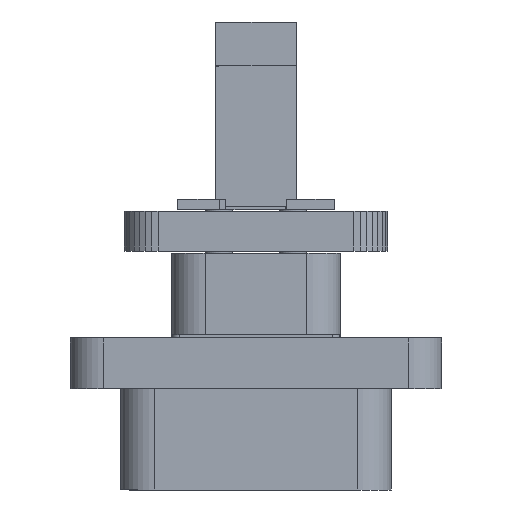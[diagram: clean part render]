
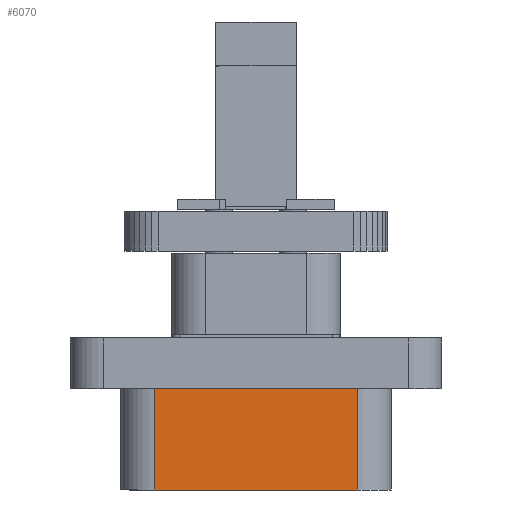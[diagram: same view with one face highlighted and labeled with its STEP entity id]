
A CAD part, left-side view. The second image highlights one B-rep face of the part: STEP entity #6070.
In plain terms, the highlighted planar face has unit normal (-1, 0, 0).
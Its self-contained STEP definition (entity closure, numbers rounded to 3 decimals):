
#748 = PLANE('',#749);
#749 = AXIS2_PLACEMENT_3D('',#750,#751,#752);
#750 = CARTESIAN_POINT('',(0.,0.,4.5));
#751 = DIRECTION('',(0.,0.,1.));
#752 = DIRECTION('',(1.,0.,-0.));
#4701 = VERTEX_POINT('',#4702);
#4702 = CARTESIAN_POINT('',(-13.8,3.,4.5));
#4712 = CYLINDRICAL_SURFACE('',#4713,1.);
#4713 = AXIS2_PLACEMENT_3D('',#4714,#4715,#4716);
#4714 = CARTESIAN_POINT('',(-12.8,3.,0.));
#4715 = DIRECTION('',(0.,0.,1.));
#4716 = DIRECTION('',(-0.707,0.707,0.));
#4764 = VERTEX_POINT('',#4765);
#4765 = CARTESIAN_POINT('',(-13.8,3.,1.5));
#4780 = PLANE('',#4781);
#4781 = AXIS2_PLACEMENT_3D('',#4782,#4783,#4784);
#4782 = CARTESIAN_POINT('',(0.,0.,1.5));
#4783 = DIRECTION('',(0.,0.,1.));
#4784 = DIRECTION('',(1.,0.,-0.));
#4796 = EDGE_CURVE('',#4764,#4701,#4797,.T.);
#4797 = SURFACE_CURVE('',#4798,(#4802,#4809),.PCURVE_S1.);
#4798 = LINE('',#4799,#4800);
#4799 = CARTESIAN_POINT('',(-13.8,3.,0.));
#4800 = VECTOR('',#4801,1.);
#4801 = DIRECTION('',(0.,0.,1.));
#4802 = PCURVE('',#4712,#4803);
#4803 = DEFINITIONAL_REPRESENTATION('',(#4804),#4808);
#4804 = LINE('',#4805,#4806);
#4805 = CARTESIAN_POINT('',(7.069,0.));
#4806 = VECTOR('',#4807,1.);
#4807 = DIRECTION('',(0.,1.));
#4808 = ( GEOMETRIC_REPRESENTATION_CONTEXT(2) 
PARAMETRIC_REPRESENTATION_CONTEXT() REPRESENTATION_CONTEXT('2D SPACE',''
  ) );
#4809 = PCURVE('',#4810,#4815);
#4810 = PLANE('',#4811);
#4811 = AXIS2_PLACEMENT_3D('',#4812,#4813,#4814);
#4812 = CARTESIAN_POINT('',(-13.8,4.,0.));
#4813 = DIRECTION('',(-1.,0.,0.));
#4814 = DIRECTION('',(0.,-1.,0.));
#4815 = DEFINITIONAL_REPRESENTATION('',(#4816),#4820);
#4816 = LINE('',#4817,#4818);
#4817 = CARTESIAN_POINT('',(1.,0.));
#4818 = VECTOR('',#4819,1.);
#4819 = DIRECTION('',(0.,1.));
#4820 = ( GEOMETRIC_REPRESENTATION_CONTEXT(2) 
PARAMETRIC_REPRESENTATION_CONTEXT() REPRESENTATION_CONTEXT('2D SPACE',''
  ) );
#4902 = EDGE_CURVE('',#4701,#4903,#4905,.T.);
#4903 = VERTEX_POINT('',#4904);
#4904 = CARTESIAN_POINT('',(-13.8,-3.,4.5));
#4905 = SURFACE_CURVE('',#4906,(#4910,#4917),.PCURVE_S1.);
#4906 = LINE('',#4907,#4908);
#4907 = CARTESIAN_POINT('',(-13.8,4.,4.5));
#4908 = VECTOR('',#4909,1.);
#4909 = DIRECTION('',(0.,-1.,0.));
#4910 = PCURVE('',#748,#4911);
#4911 = DEFINITIONAL_REPRESENTATION('',(#4912),#4916);
#4912 = LINE('',#4913,#4914);
#4913 = CARTESIAN_POINT('',(-13.8,4.));
#4914 = VECTOR('',#4915,1.);
#4915 = DIRECTION('',(0.,-1.));
#4916 = ( GEOMETRIC_REPRESENTATION_CONTEXT(2) 
PARAMETRIC_REPRESENTATION_CONTEXT() REPRESENTATION_CONTEXT('2D SPACE',''
  ) );
#4917 = PCURVE('',#4810,#4918);
#4918 = DEFINITIONAL_REPRESENTATION('',(#4919),#4923);
#4919 = LINE('',#4920,#4921);
#4920 = CARTESIAN_POINT('',(0.,4.5));
#4921 = VECTOR('',#4922,1.);
#4922 = DIRECTION('',(1.,0.));
#4923 = ( GEOMETRIC_REPRESENTATION_CONTEXT(2) 
PARAMETRIC_REPRESENTATION_CONTEXT() REPRESENTATION_CONTEXT('2D SPACE',''
  ) );
#4946 = CYLINDRICAL_SURFACE('',#4947,1.);
#4947 = AXIS2_PLACEMENT_3D('',#4948,#4949,#4950);
#4948 = CARTESIAN_POINT('',(-12.8,-3.,0.));
#4949 = DIRECTION('',(0.,0.,1.));
#4950 = DIRECTION('',(-0.707,-0.707,0.));
#5502 = VERTEX_POINT('',#5503);
#5503 = CARTESIAN_POINT('',(-13.8,-3.,1.5));
#5529 = EDGE_CURVE('',#5502,#4764,#5530,.T.);
#5530 = SURFACE_CURVE('',#5531,(#5535,#5542),.PCURVE_S1.);
#5531 = LINE('',#5532,#5533);
#5532 = CARTESIAN_POINT('',(-13.8,4.,1.5));
#5533 = VECTOR('',#5534,1.);
#5534 = DIRECTION('',(0.,1.,0.));
#5535 = PCURVE('',#4780,#5536);
#5536 = DEFINITIONAL_REPRESENTATION('',(#5537),#5541);
#5537 = LINE('',#5538,#5539);
#5538 = CARTESIAN_POINT('',(-13.8,4.));
#5539 = VECTOR('',#5540,1.);
#5540 = DIRECTION('',(0.,1.));
#5541 = ( GEOMETRIC_REPRESENTATION_CONTEXT(2) 
PARAMETRIC_REPRESENTATION_CONTEXT() REPRESENTATION_CONTEXT('2D SPACE',''
  ) );
#5542 = PCURVE('',#4810,#5543);
#5543 = DEFINITIONAL_REPRESENTATION('',(#5544),#5548);
#5544 = LINE('',#5545,#5546);
#5545 = CARTESIAN_POINT('',(0.,1.5));
#5546 = VECTOR('',#5547,1.);
#5547 = DIRECTION('',(-1.,0.));
#5548 = ( GEOMETRIC_REPRESENTATION_CONTEXT(2) 
PARAMETRIC_REPRESENTATION_CONTEXT() REPRESENTATION_CONTEXT('2D SPACE',''
  ) );
#5631 = EDGE_CURVE('',#4903,#5502,#5632,.T.);
#5632 = SURFACE_CURVE('',#5633,(#5637,#5644),.PCURVE_S1.);
#5633 = LINE('',#5634,#5635);
#5634 = CARTESIAN_POINT('',(-13.8,-3.,0.));
#5635 = VECTOR('',#5636,1.);
#5636 = DIRECTION('',(0.,0.,-1.));
#5637 = PCURVE('',#4946,#5638);
#5638 = DEFINITIONAL_REPRESENTATION('',(#5639),#5643);
#5639 = LINE('',#5640,#5641);
#5640 = CARTESIAN_POINT('',(-0.785,0.));
#5641 = VECTOR('',#5642,1.);
#5642 = DIRECTION('',(0.,-1.));
#5643 = ( GEOMETRIC_REPRESENTATION_CONTEXT(2) 
PARAMETRIC_REPRESENTATION_CONTEXT() REPRESENTATION_CONTEXT('2D SPACE',''
  ) );
#5644 = PCURVE('',#4810,#5645);
#5645 = DEFINITIONAL_REPRESENTATION('',(#5646),#5650);
#5646 = LINE('',#5647,#5648);
#5647 = CARTESIAN_POINT('',(7.,0.));
#5648 = VECTOR('',#5649,1.);
#5649 = DIRECTION('',(0.,-1.));
#5650 = ( GEOMETRIC_REPRESENTATION_CONTEXT(2) 
PARAMETRIC_REPRESENTATION_CONTEXT() REPRESENTATION_CONTEXT('2D SPACE',''
  ) );
#6070 = ADVANCED_FACE('',(#6071),#4810,.T.);
#6071 = FACE_BOUND('',#6072,.T.);
#6072 = EDGE_LOOP('',(#6073,#6074,#6075,#6076));
#6073 = ORIENTED_EDGE('',*,*,#4796,.F.);
#6074 = ORIENTED_EDGE('',*,*,#5529,.F.);
#6075 = ORIENTED_EDGE('',*,*,#5631,.F.);
#6076 = ORIENTED_EDGE('',*,*,#4902,.F.);
